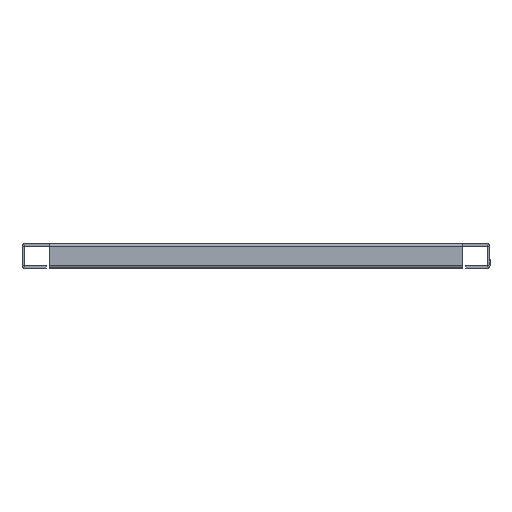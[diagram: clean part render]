
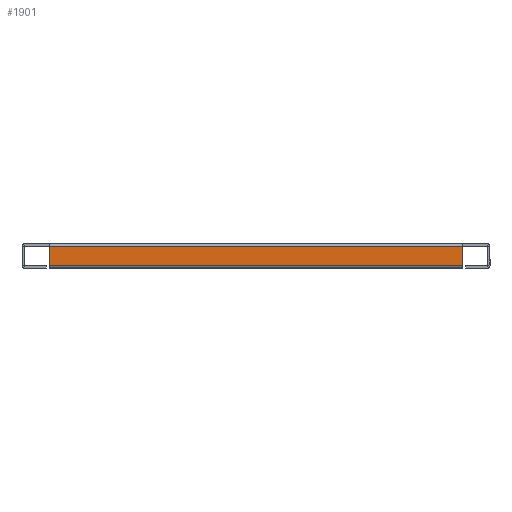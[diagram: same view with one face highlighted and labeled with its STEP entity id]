
A CAD part, front view. The second image highlights one B-rep face of the part: STEP entity #1901.
In plain terms, the highlighted planar face has unit normal (0, -1, 0).
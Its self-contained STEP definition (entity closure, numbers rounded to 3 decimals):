
#86 = ORIENTED_EDGE ( 'NONE', *, *, #2026, .T. ) ;
#289 = ORIENTED_EDGE ( 'NONE', *, *, #2028, .T. ) ;
#908 = AXIS2_PLACEMENT_3D ( 'NONE', #4085, #4074, #4073 ) ;
#1901 = ADVANCED_FACE ( 'NONE', ( #4627 ), #4077, .F. ) ;
#2023 = EDGE_CURVE ( 'NONE', #4911, #4906, #2120, .T. ) ;
#2026 = EDGE_CURVE ( 'NONE', #4894, #4906, #2114, .T. ) ;
#2028 = EDGE_CURVE ( 'NONE', #4911, #4907, #2109, .T. ) ;
#2033 = EDGE_CURVE ( 'NONE', #4907, #4894, #2182, .T. ) ;
#2105 = VECTOR ( 'NONE', #3404, 1000. ) ;
#2109 = LINE ( 'NONE', #3403, #2181 ) ;
#2113 = VECTOR ( 'NONE', #3410, 1000. ) ;
#2114 = LINE ( 'NONE', #3409, #2105 ) ;
#2120 = LINE ( 'NONE', #3413, #2113 ) ;
#2181 = VECTOR ( 'NONE', #3399, 1000. ) ;
#2182 = LINE ( 'NONE', #3391, #2228 ) ;
#2228 = VECTOR ( 'NONE', #3388, 1000. ) ;
#2327 = CARTESIAN_POINT ( 'NONE',  ( 214.5, -497.51, -19.99 ) ) ;
#2334 = CARTESIAN_POINT ( 'NONE',  ( -214.5, -497.51, -19.99 ) ) ;
#2341 = CARTESIAN_POINT ( 'NONE',  ( -214.5, -497.51, -0.01 ) ) ;
#2377 = CARTESIAN_POINT ( 'NONE',  ( 214.5, -497.51, -0.01 ) ) ;
#3388 = DIRECTION ( 'NONE',  ( 1., 0., 0. ) ) ;
#3391 = CARTESIAN_POINT ( 'NONE',  ( -214.5, -497.51, -19.99 ) ) ;
#3399 = DIRECTION ( 'NONE',  ( 0., 0., -1. ) ) ;
#3403 = CARTESIAN_POINT ( 'NONE',  ( -214.5, -497.51, -20. ) ) ;
#3404 = DIRECTION ( 'NONE',  ( 0., 0., 1. ) ) ;
#3409 = CARTESIAN_POINT ( 'NONE',  ( 214.5, -497.51, -20. ) ) ;
#3410 = DIRECTION ( 'NONE',  ( 1., 0., 0. ) ) ;
#3413 = CARTESIAN_POINT ( 'NONE',  ( 214.5, -497.51, -0.01 ) ) ;
#3672 = ORIENTED_EDGE ( 'NONE', *, *, #2033, .T. ) ;
#3694 = EDGE_LOOP ( 'NONE', ( #3672, #86, #3704, #289 ) ) ;
#3704 = ORIENTED_EDGE ( 'NONE', *, *, #2023, .F. ) ;
#4073 = DIRECTION ( 'NONE',  ( 0., 0., 1. ) ) ;
#4074 = DIRECTION ( 'NONE',  ( 0., 1., 0. ) ) ;
#4077 = PLANE ( 'NONE',  #908 ) ;
#4085 = CARTESIAN_POINT ( 'NONE',  ( 214.5, -497.51, -20. ) ) ;
#4627 = FACE_OUTER_BOUND ( 'NONE', #3694, .T. ) ;
#4894 = VERTEX_POINT ( 'NONE', #2327 ) ;
#4906 = VERTEX_POINT ( 'NONE', #2377 ) ;
#4907 = VERTEX_POINT ( 'NONE', #2334 ) ;
#4911 = VERTEX_POINT ( 'NONE', #2341 ) ;
